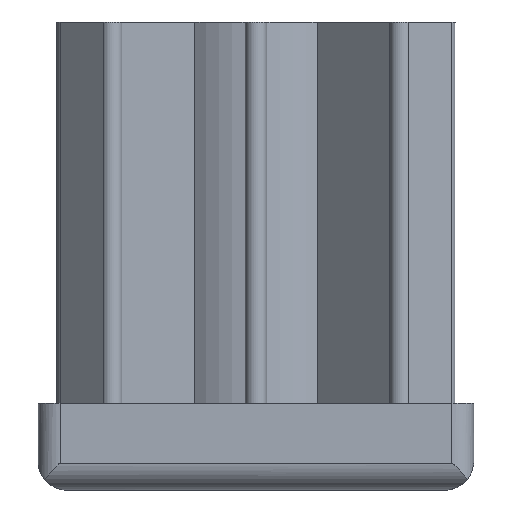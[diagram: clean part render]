
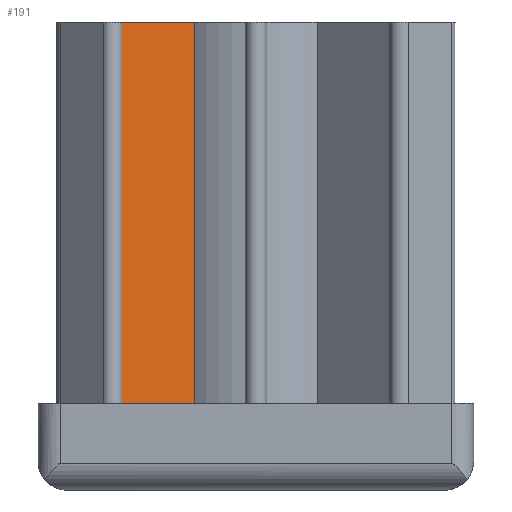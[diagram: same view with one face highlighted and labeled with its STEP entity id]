
A CAD part, front view. The second image highlights one B-rep face of the part: STEP entity #191.
In plain terms, the highlighted planar face has unit normal (0.707, -0.707, 0).
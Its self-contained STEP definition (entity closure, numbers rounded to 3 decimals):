
#191 = ADVANCED_FACE( '', ( #397 ), #398, .F. );
#397 = FACE_OUTER_BOUND( '', #612, .T. );
#398 = PLANE( '', #613 );
#612 = EDGE_LOOP( '', ( #1122, #1123, #1124, #1125 ) );
#613 = AXIS2_PLACEMENT_3D( '', #1126, #1127, #1128 );
#1122 = ORIENTED_EDGE( '', *, *, #1478, .T. );
#1123 = ORIENTED_EDGE( '', *, *, #1516, .T. );
#1124 = ORIENTED_EDGE( '', *, *, #1525, .F. );
#1125 = ORIENTED_EDGE( '', *, *, #1526, .F. );
#1126 = CARTESIAN_POINT( '', ( -13.879, -15.293, 43. ) );
#1127 = DIRECTION( '', ( -0.707, 0.707, 0. ) );
#1128 = DIRECTION( '', ( -0.707, -0.707, 0. ) );
#1478 = EDGE_CURVE( '', #1839, #1837, #1840, .T. );
#1516 = EDGE_CURVE( '', #1837, #1887, #1889, .T. );
#1525 = EDGE_CURVE( '', #1900, #1887, #1901, .T. );
#1526 = EDGE_CURVE( '', #1839, #1900, #1902, .T. );
#1837 = VERTEX_POINT( '', #2435 );
#1839 = VERTEX_POINT( '', #2438 );
#1840 = LINE( '', #2439, #2440 );
#1887 = VERTEX_POINT( '', #2515 );
#1889 = LINE( '', #2517, #2518 );
#1900 = VERTEX_POINT( '', #2532 );
#1901 = LINE( '', #2533, #2534 );
#1902 = LINE( '', #2535, #2536 );
#2435 = CARTESIAN_POINT( '', ( -13.879, -15.293, 8. ) );
#2438 = CARTESIAN_POINT( '', ( -13.879, -15.293, 43. ) );
#2439 = CARTESIAN_POINT( '', ( -13.879, -15.293, 43. ) );
#2440 = VECTOR( '', #2752, 1000. );
#2515 = CARTESIAN_POINT( '', ( -5.617, -7.032, 8. ) );
#2517 = CARTESIAN_POINT( '', ( -13.879, -15.293, 8. ) );
#2518 = VECTOR( '', #2810, 1000. );
#2532 = CARTESIAN_POINT( '', ( -5.617, -7.032, 43. ) );
#2533 = CARTESIAN_POINT( '', ( -5.617, -7.032, 43. ) );
#2534 = VECTOR( '', #2820, 1000. );
#2535 = CARTESIAN_POINT( '', ( -13.879, -15.293, 43. ) );
#2536 = VECTOR( '', #2821, 1000. );
#2752 = DIRECTION( '', ( 0., 0., -1. ) );
#2810 = DIRECTION( '', ( 0.707, 0.707, 0. ) );
#2820 = DIRECTION( '', ( 0., 0., -1. ) );
#2821 = DIRECTION( '', ( 0.707, 0.707, 0. ) );
